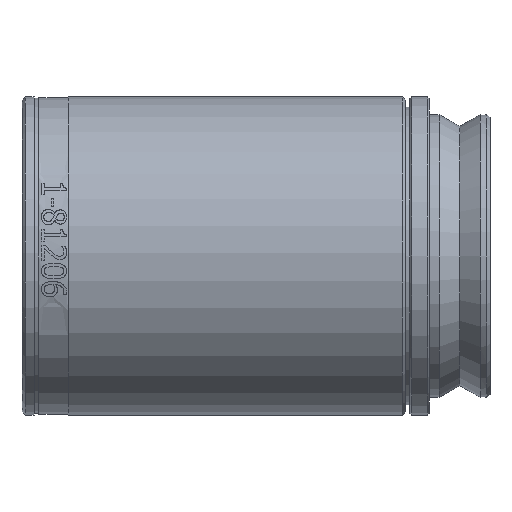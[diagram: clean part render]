
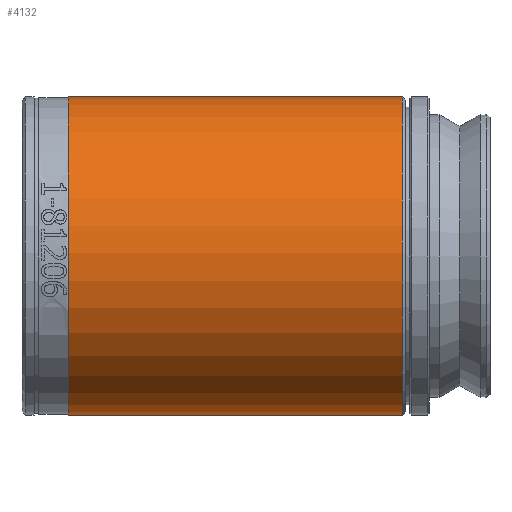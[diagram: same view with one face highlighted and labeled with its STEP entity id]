
A CAD part, front view. The second image highlights one B-rep face of the part: STEP entity #4132.
In plain terms, the highlighted cylindrical face has radius 25.019 mm (diameter 50.038 mm), a full revolution.
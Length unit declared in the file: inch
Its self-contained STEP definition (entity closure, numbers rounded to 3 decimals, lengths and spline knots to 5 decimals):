
#850=CYLINDRICAL_SURFACE('',#4589,0.985);
#1013=FACE_BOUND('',#1377,.T.);
#1114=FACE_OUTER_BOUND('',#1376,.T.);
#1376=EDGE_LOOP('',(#2928));
#1377=EDGE_LOOP('',(#2929));
#1731=CIRCLE('',#4587,0.985);
#1733=CIRCLE('',#4590,0.985);
#1907=VERTEX_POINT('',#5955);
#1909=VERTEX_POINT('',#5960);
#2327=EDGE_CURVE('',#1907,#1907,#1731,.T.);
#2329=EDGE_CURVE('',#1909,#1909,#1733,.T.);
#2928=ORIENTED_EDGE('',*,*,#2329,.T.);
#2929=ORIENTED_EDGE('',*,*,#2327,.F.);
#4132=ADVANCED_FACE('',(#1114,#1013),#850,.T.);
#4587=AXIS2_PLACEMENT_3D('',#5956,#4964,#4965);
#4589=AXIS2_PLACEMENT_3D('',#5959,#4968,#4969);
#4590=AXIS2_PLACEMENT_3D('',#5961,#4970,#4971);
#4964=DIRECTION('center_axis',(1.,0.,0.));
#4965=DIRECTION('ref_axis',(0.,-1.,0.));
#4968=DIRECTION('center_axis',(1.,0.,0.));
#4969=DIRECTION('ref_axis',(0.,1.,0.));
#4970=DIRECTION('center_axis',(1.,0.,0.));
#4971=DIRECTION('ref_axis',(0.,0.,-1.));
#5955=CARTESIAN_POINT('',(2.352,0.985,0.));
#5956=CARTESIAN_POINT('Origin',(2.352,0.,0.));
#5959=CARTESIAN_POINT('Origin',(1.3285,0.,0.));
#5960=CARTESIAN_POINT('',(0.285,0.985,0.));
#5961=CARTESIAN_POINT('Origin',(0.285,0.,0.));
